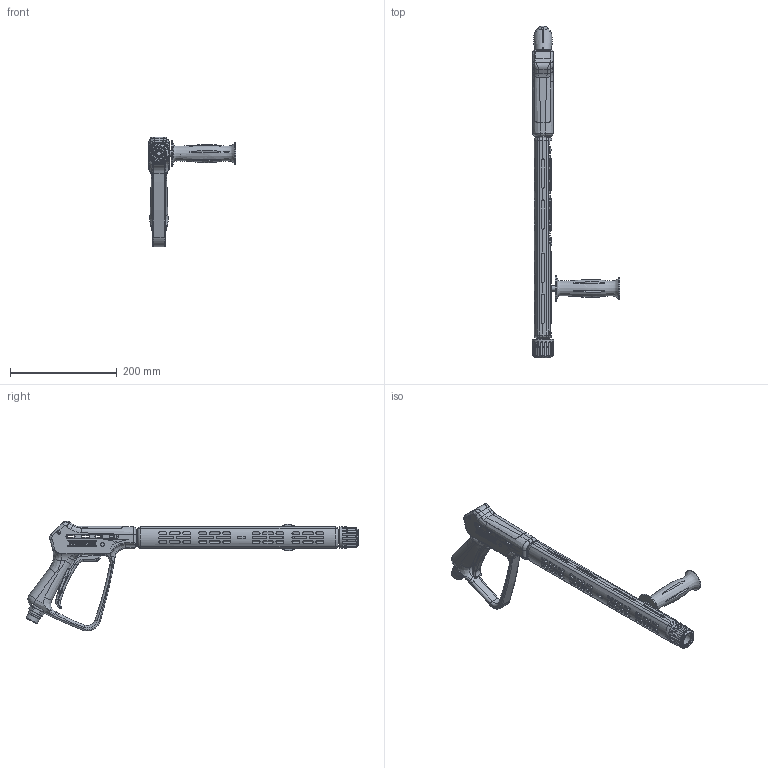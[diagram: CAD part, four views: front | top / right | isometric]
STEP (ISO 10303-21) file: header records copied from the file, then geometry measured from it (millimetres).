
FILE_DESCRIPTION(/* description */ ('Unknown'),/* implementation_level */ '2;1');
FILE_NAME(/* name */ '203600530',/* time_stamp */ '2021-03-16T07:41:08+01:00',/* author */ ('Unknown'),/* organization */ ('Unknown'),/* preprocessor_version */ 'ST-DEVELOPER v16.7',/* originating_system */ 'Solid Edge',/* authorisation */ 'Unknown');
FILE_SCHEMA (('AUTOMOTIVE_DESIGN {1 0 10303 214 3 1 1}'));
Products named in the file (25): 20 3600 530_3_ST-3600_Pistole_M24AG-HV740; 02-1151_Kunstoffdeckel_ST2000_rot; 02-1126_K-Gehäuse_ST-3600-mit Verlängerung-sw; 02-1110_1_Schild-ST-3600_rot; 20 0009 525_ST-0009_d16_seitl_Handgr_oa_0; 02-2600_Halbschale_ST-9_d16; 04-0050_Blechschraube_DIN_7981-3,5x16_vz_Form C; 02-2605_Halbschale_ST-9_d16_Senkung; 20 0009 690_1_ST-0009_Handgriff_TM_oa_1; 02-5070_2_Griff; 02-0125_1_Abdeckkappe; 01-0160_1_Klemmkolben; 04-6827_Ausgang-ST-3600_M16x1; 20 0742 501_Überwurfmutter-ST-742-rot-kpl; 04-6700_Überwurfmutter-ST-740; 02-4530_Handrad-ST-742-rot; 05-1000_O-Ring 21x2,5 EPDM 70 Shore; 20 2000 032_1_ST-2000_Hebel_oa_2; 01-1250_2_stift_3h9x14,7; 02-1162_1_Hebel_rot; 02-1172_Raster_rot; 04-6925_Eingangsmutter-M24x1-5AG; 04-5717_Rohr 16x3-402; 02-1181_Blindstopfen_ST-2000-3100_schwarz; 04-0051_Blechschraube_DIN_7981-3,5x16_V2A_Form C
Assembly tree (31 placements, depth 4):
  20 3600 530_3_ST-3600_Pistole_M24AG-HV740
    02-1151_Kunstoffdeckel_ST2000_rot
    02-1126_K-Gehäuse_ST-3600-mit Verlängerung-sw
    02-1110_1_Schild-ST-3600_rot
    20 0009 525_ST-0009_d16_seitl_Handgr_oa_0
      02-2600_Halbschale_ST-9_d16
      04-0050_Blechschraube_DIN_7981-3,5x16_vz_Form C  x6
      02-2605_Halbschale_ST-9_d16_Senkung
      20 0009 690_1_ST-0009_Handgriff_TM_oa_1
        02-5070_2_Griff
        02-0125_1_Abdeckkappe
      01-0160_1_Klemmkolben
    04-6827_Ausgang-ST-3600_M16x1
    20 0742 501_Überwurfmutter-ST-742-rot-kpl
      04-6700_Überwurfmutter-ST-740
      02-4530_Handrad-ST-742-rot
    05-1000_O-Ring 21x2,5 EPDM 70 Shore
    20 2000 032_1_ST-2000_Hebel_oa_2
      01-1250_2_stift_3h9x14,7
      02-1162_1_Hebel_rot
      02-1172_Raster_rot
    04-6925_Eingangsmutter-M24x1-5AG
    04-5717_Rohr 16x3-402
    02-1181_Blindstopfen_ST-2000-3100_schwarz  x2
    04-0051_Blechschraube_DIN_7981-3,5x16_V2A_Form C  x2
Bounding box: 164 x 623.49 x 206.15 mm (x, y, z)
Volume: 561986.2 mm3; surface area: 303455.6 mm2
Topology: 27 solids, 27 shells, 3779 faces, 9870 edges, 6468 vertices
Faces by surface type: plane 2099, bspline 772, cylinder 687, cone 132, torus 61, sphere 28
Full cylindrical faces by diameter (mm): 2 x6, 2.7 x6, 3 x6, 3.5 x10, 4.4 x12, 5 x2, 5.9 x6, 6.45 x2, 6.5 x2, 6.9 x8, 7 x4, 8 x7, 8.5 x1, 8.6 x1, 10 x4, 10.5 x1, 11 x1, 11.1 x1, 11.8 x2, 11.82 x2, 13.5 x1, 14 x6, 14.917 x3, 15 x1, 16 x3, 16.5 x2, 17.6 x1, 18 x1, 20 x2, 21.7 x1
Entity records: 142900 total; most frequent: CARTESIAN_POINT 52713, ORIENTED_EDGE 18598, DIRECTION 12998, EDGE_CURVE 9299, VERTEX_POINT 6220, LINE 4802, VECTOR 4802, FACE_BOUND 4395
